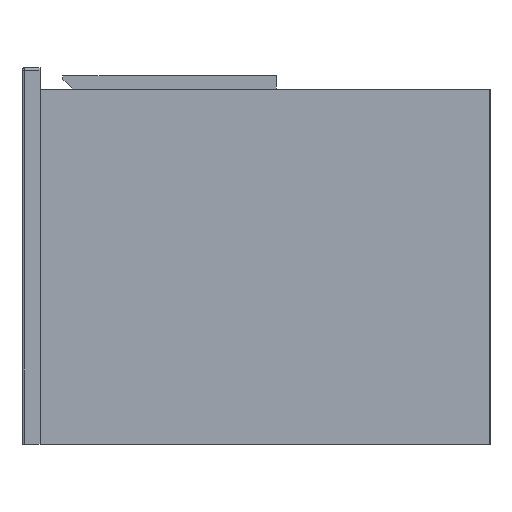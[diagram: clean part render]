
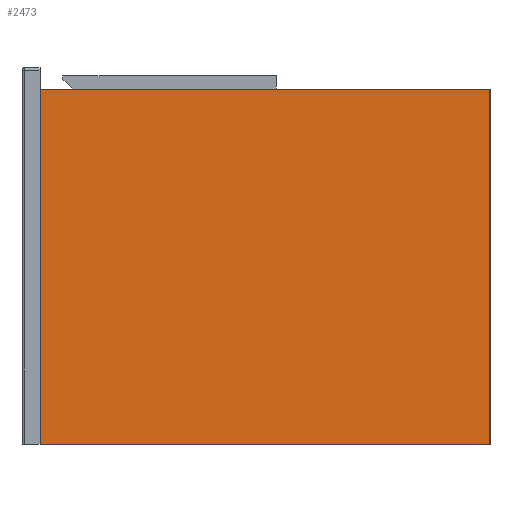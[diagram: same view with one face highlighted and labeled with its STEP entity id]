
A CAD part, left-side view. The second image highlights one B-rep face of the part: STEP entity #2473.
In plain terms, the highlighted planar face has unit normal (-1, 0, 0).
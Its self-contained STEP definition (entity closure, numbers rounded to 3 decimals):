
#29 = EDGE_CURVE ( 'NONE', #643, #1718, #2066, .T. ) ;
#106 = DIRECTION ( 'NONE',  ( -1., 0., 0. ) ) ;
#111 = DIRECTION ( 'NONE',  ( 0., 1., 0. ) ) ;
#146 = ORIENTED_EDGE ( 'NONE', *, *, #580, .F. ) ;
#539 = CARTESIAN_POINT ( 'NONE',  ( -444., -275., 434. ) ) ;
#580 = EDGE_CURVE ( 'NONE', #1718, #2126, #2940, .T. ) ;
#643 = VERTEX_POINT ( 'NONE', #2653 ) ;
#663 = ORIENTED_EDGE ( 'NONE', *, *, #29, .F. ) ;
#725 = LINE ( 'NONE', #1303, #1912 ) ;
#845 = CARTESIAN_POINT ( 'NONE',  ( -444., 275., 434. ) ) ;
#1036 = DIRECTION ( 'NONE',  ( 0., 0., -1. ) ) ;
#1268 = ORIENTED_EDGE ( 'NONE', *, *, #1901, .T. ) ;
#1303 = CARTESIAN_POINT ( 'NONE',  ( -444., 275., 434. ) ) ;
#1311 = CARTESIAN_POINT ( 'NONE',  ( -444., -275., 0. ) ) ;
#1332 = CARTESIAN_POINT ( 'NONE',  ( -444., 275., 434. ) ) ;
#1429 = VECTOR ( 'NONE', #2122, 1000. ) ;
#1547 = AXIS2_PLACEMENT_3D ( 'NONE', #1332, #106, #2561 ) ;
#1560 = PLANE ( 'NONE',  #1547 ) ;
#1633 = CARTESIAN_POINT ( 'NONE',  ( -444., 275., 0. ) ) ;
#1647 = CARTESIAN_POINT ( 'NONE',  ( -444., 275., 0. ) ) ;
#1718 = VERTEX_POINT ( 'NONE', #1311 ) ;
#1761 = EDGE_CURVE ( 'NONE', #643, #2299, #725, .T. ) ;
#1901 = EDGE_CURVE ( 'NONE', #2299, #2126, #2482, .T. ) ;
#1912 = VECTOR ( 'NONE', #111, 1000. ) ;
#2066 = LINE ( 'NONE', #539, #2804 ) ;
#2078 = ORIENTED_EDGE ( 'NONE', *, *, #1761, .T. ) ;
#2088 = DIRECTION ( 'NONE',  ( 0., 0., -1. ) ) ;
#2122 = DIRECTION ( 'NONE',  ( 0., 1., 0. ) ) ;
#2126 = VERTEX_POINT ( 'NONE', #1633 ) ;
#2299 = VERTEX_POINT ( 'NONE', #2359 ) ;
#2359 = CARTESIAN_POINT ( 'NONE',  ( -444., 275., 434. ) ) ;
#2473 = ADVANCED_FACE ( 'NONE', ( #2770 ), #1560, .T. ) ;
#2482 = LINE ( 'NONE', #845, #2714 ) ;
#2561 = DIRECTION ( 'NONE',  ( 0., 0., 1. ) ) ;
#2653 = CARTESIAN_POINT ( 'NONE',  ( -444., -275., 434. ) ) ;
#2714 = VECTOR ( 'NONE', #2088, 1000. ) ;
#2763 = EDGE_LOOP ( 'NONE', ( #146, #663, #2078, #1268 ) ) ;
#2770 = FACE_OUTER_BOUND ( 'NONE', #2763, .T. ) ;
#2804 = VECTOR ( 'NONE', #1036, 1000. ) ;
#2940 = LINE ( 'NONE', #1647, #1429 ) ;
